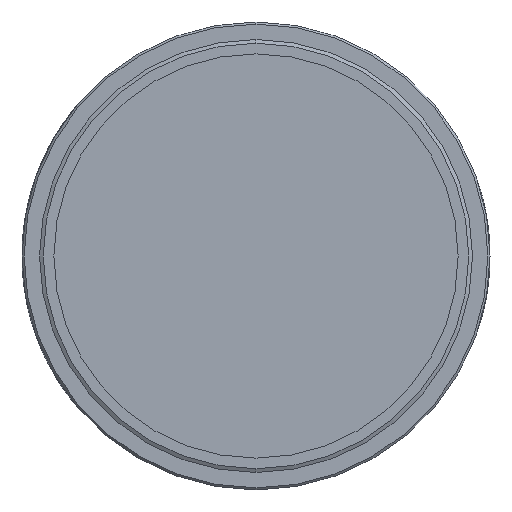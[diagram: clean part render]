
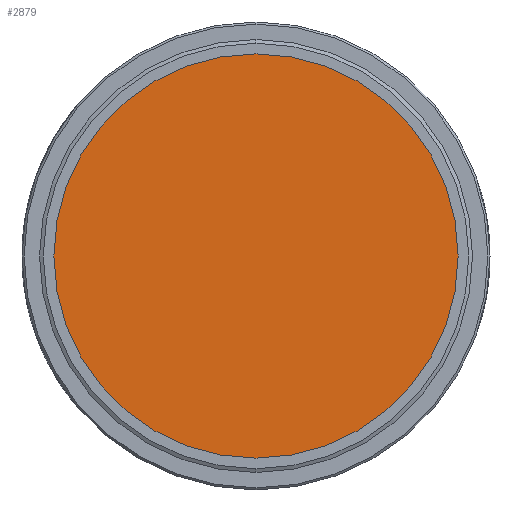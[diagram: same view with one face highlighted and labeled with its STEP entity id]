
A CAD part, left-side view. The second image highlights one B-rep face of the part: STEP entity #2879.
In plain terms, the highlighted planar face has unit normal (-1, 0, 0).
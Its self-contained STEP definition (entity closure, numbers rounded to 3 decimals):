
#127 = AXIS2_PLACEMENT_3D ( 'NONE', #7688, #2919, #8508 ) ;
#143 = CARTESIAN_POINT ( 'NONE',  ( -2.667, -21.475, -13.298 ) ) ;
#1358 = CARTESIAN_POINT ( 'NONE',  ( -2.667, 0., 0. ) ) ;
#2173 = DIRECTION ( 'NONE',  ( 0., 0.85, 0.526 ) ) ;
#2879 = ADVANCED_FACE ( 'NONE', ( #9883 ), #4559, .T. ) ;
#2919 = DIRECTION ( 'NONE',  ( -1., 0., 0. ) ) ;
#3256 = EDGE_CURVE ( 'NONE', #7625, #6956, #5152, .T. ) ;
#3261 = AXIS2_PLACEMENT_3D ( 'NONE', #9512, #4734, #10307 ) ;
#3287 = ORIENTED_EDGE ( 'NONE', *, *, #6758, .T. ) ;
#4559 = PLANE ( 'NONE',  #127 ) ;
#4734 = DIRECTION ( 'NONE',  ( -1., 0., 0. ) ) ;
#4977 = AXIS2_PLACEMENT_3D ( 'NONE', #1358, #6957, #2173 ) ;
#5152 = CIRCLE ( 'NONE', #4977, 25.259 ) ;
#6355 = CIRCLE ( 'NONE', #3261, 25.259 ) ;
#6486 = CARTESIAN_POINT ( 'NONE',  ( -2.667, 21.475, 13.298 ) ) ;
#6543 = ORIENTED_EDGE ( 'NONE', *, *, #3256, .T. ) ;
#6758 = EDGE_CURVE ( 'NONE', #6956, #7625, #6355, .T. ) ;
#6956 = VERTEX_POINT ( 'NONE', #143 ) ;
#6957 = DIRECTION ( 'NONE',  ( -1., 0., 0. ) ) ;
#7433 = EDGE_LOOP ( 'NONE', ( #3287, #6543 ) ) ;
#7625 = VERTEX_POINT ( 'NONE', #6486 ) ;
#7688 = CARTESIAN_POINT ( 'NONE',  ( -2.667, 0., 0. ) ) ;
#8508 = DIRECTION ( 'NONE',  ( 0., 0.85, 0.526 ) ) ;
#9512 = CARTESIAN_POINT ( 'NONE',  ( -2.667, 0., 0. ) ) ;
#9883 = FACE_OUTER_BOUND ( 'NONE', #7433, .T. ) ;
#10307 = DIRECTION ( 'NONE',  ( 0., 0.85, 0.526 ) ) ;
